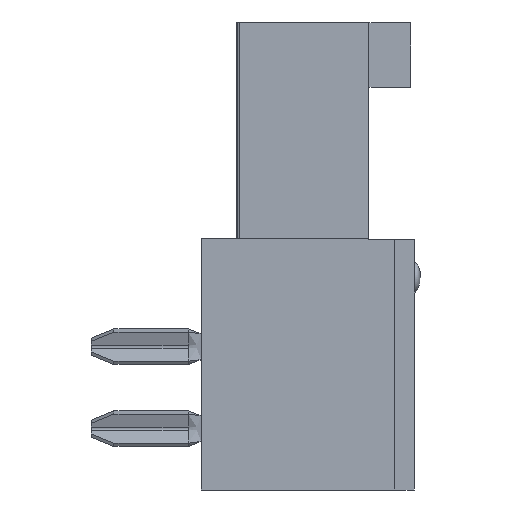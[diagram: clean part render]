
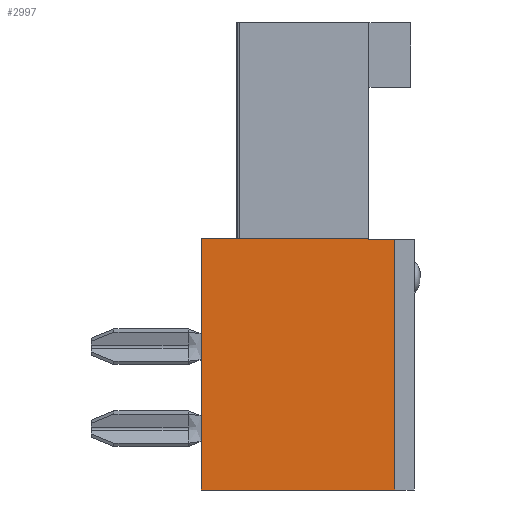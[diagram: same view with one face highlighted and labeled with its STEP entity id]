
A CAD part, left-side view. The second image highlights one B-rep face of the part: STEP entity #2997.
In plain terms, the highlighted planar face has unit normal (-1, 0, 0).
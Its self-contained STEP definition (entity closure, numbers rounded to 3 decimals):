
#2997 = ADVANCED_FACE( '', ( #6139 ), #6140, .F. );
#6139 = FACE_OUTER_BOUND( '', #9510, .T. );
#6140 = PLANE( '', #9511 );
#9510 = EDGE_LOOP( '', ( #18580, #18581, #18582, #18583, #18584, #18585 ) );
#9511 = AXIS2_PLACEMENT_3D( '', #18586, #18587, #18588 );
#18580 = ORIENTED_EDGE( '', *, *, #20613, .F. );
#18581 = ORIENTED_EDGE( '', *, *, #21757, .F. );
#18582 = ORIENTED_EDGE( '', *, *, #21164, .F. );
#18583 = ORIENTED_EDGE( '', *, *, #23479, .F. );
#18584 = ORIENTED_EDGE( '', *, *, #23035, .F. );
#18585 = ORIENTED_EDGE( '', *, *, #22902, .F. );
#18586 = CARTESIAN_POINT( '', ( -28.055, 0., 0. ) );
#18587 = DIRECTION( '', ( 1., 0., 0. ) );
#18588 = DIRECTION( '', ( 0., 0., -1. ) );
#20613 = EDGE_CURVE( '', #25173, #25175, #25176, .T. );
#21164 = EDGE_CURVE( '', #26086, #26088, #26089, .T. );
#21757 = EDGE_CURVE( '', #26088, #25173, #27026, .T. );
#22902 = EDGE_CURVE( '', #25175, #28578, #28579, .T. );
#23035 = EDGE_CURVE( '', #28578, #28738, #28739, .T. );
#23479 = EDGE_CURVE( '', #28738, #26086, #29241, .T. );
#25173 = VERTEX_POINT( '', #31748 );
#25175 = VERTEX_POINT( '', #31751 );
#25176 = LINE( '', #31752, #31753 );
#26086 = VERTEX_POINT( '', #33051 );
#26088 = VERTEX_POINT( '', #33054 );
#26089 = LINE( '', #33055, #33056 );
#27026 = LINE( '', #34454, #34455 );
#28578 = VERTEX_POINT( '', #36822 );
#28579 = LINE( '', #36823, #36824 );
#28738 = VERTEX_POINT( '', #37061 );
#28739 = LINE( '', #37062, #37063 );
#29241 = LINE( '', #37807, #37808 );
#31748 = CARTESIAN_POINT( '', ( -28.055, -2.7, -3.9 ) );
#31751 = CARTESIAN_POINT( '', ( -28.055, 3.3, -3.9 ) );
#31752 = CARTESIAN_POINT( '', ( -28.055, -2.7, -3.9 ) );
#31753 = VECTOR( '', #38851, 1000. );
#33051 = CARTESIAN_POINT( '', ( -28.055, -1.9, 3.85 ) );
#33054 = CARTESIAN_POINT( '', ( -28.055, -2.7, 3.85 ) );
#33055 = CARTESIAN_POINT( '', ( -28.055, -1.9, 3.85 ) );
#33056 = VECTOR( '', #39388, 1000. );
#34454 = CARTESIAN_POINT( '', ( -28.055, -2.7, 3.85 ) );
#34455 = VECTOR( '', #39936, 1000. );
#36822 = CARTESIAN_POINT( '', ( -28.055, 3.3, 3.9 ) );
#36823 = CARTESIAN_POINT( '', ( -28.055, 3.3, -3.9 ) );
#36824 = VECTOR( '', #40956, 1000. );
#37061 = CARTESIAN_POINT( '', ( -28.055, -1.9, 3.9 ) );
#37062 = CARTESIAN_POINT( '', ( -28.055, 3.3, 3.9 ) );
#37063 = VECTOR( '', #41061, 1000. );
#37807 = CARTESIAN_POINT( '', ( -28.055, -1.9, 3.9 ) );
#37808 = VECTOR( '', #41340, 1000. );
#38851 = DIRECTION( '', ( 0., 1., 0. ) );
#39388 = DIRECTION( '', ( 0., -1., 0. ) );
#39936 = DIRECTION( '', ( 0., 0., -1. ) );
#40956 = DIRECTION( '', ( 0., 0., 1. ) );
#41061 = DIRECTION( '', ( 0., -1., 0. ) );
#41340 = DIRECTION( '', ( 0., 0., -1. ) );
